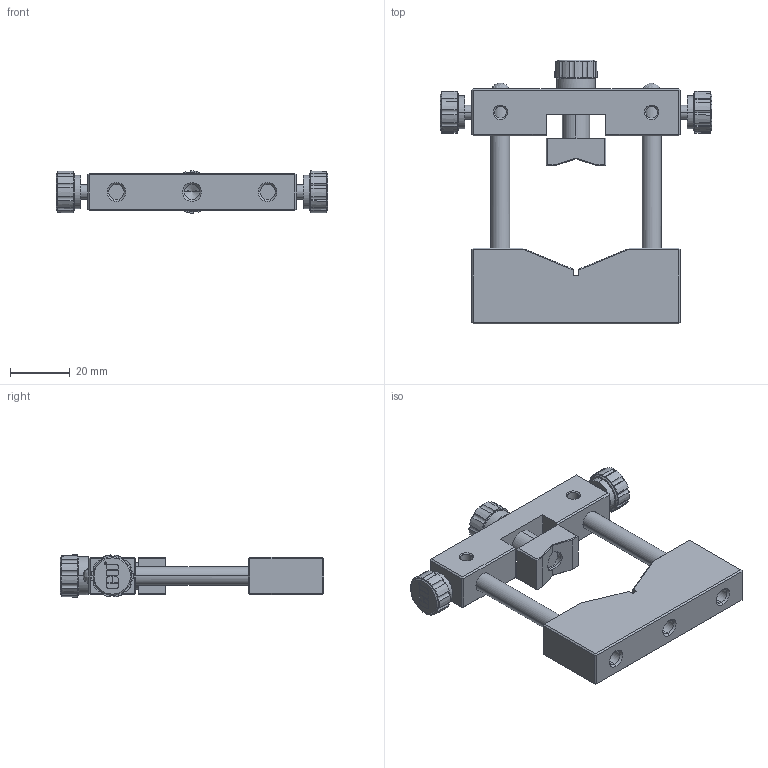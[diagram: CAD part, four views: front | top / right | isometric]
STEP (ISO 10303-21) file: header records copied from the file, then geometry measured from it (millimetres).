
FILE_DESCRIPTION (( 'STEP AP203' ), '1' );
FILE_NAME ('Web Model 03676_Default.step', '2019-01-10T21:34:26', ( '' ), ( '' ), 'SwSTEP 2.0', 'SolidWorks 2016', '' );
FILE_SCHEMA (( 'CONFIG_CONTROL_DESIGN' ));
Length unit declared in the file: millimetre
Products named in the file (1): Web Model 03676_Default
Bounding box: 91.13 x 88.66 x 14.19 mm (x, y, z)
Volume: 40407.2 mm3; surface area: 17303.3 mm2
Topology: 1 solids, 6 shells, 592 faces, 1586 edges, 1017 vertices
Faces by surface type: plane 359, cone 111, cylinder 103, bspline 19
Entity records: 20173 total; most frequent: CARTESIAN_POINT 5137, ORIENTED_EDGE 3160, DIRECTION 3124, EDGE_CURVE 1580, AXIS2_PLACEMENT_3D 1120, VERTEX_POINT 1017, LINE 884, VECTOR 884
